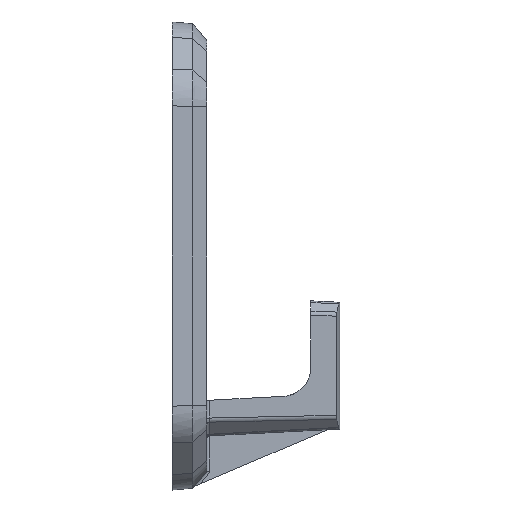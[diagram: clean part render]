
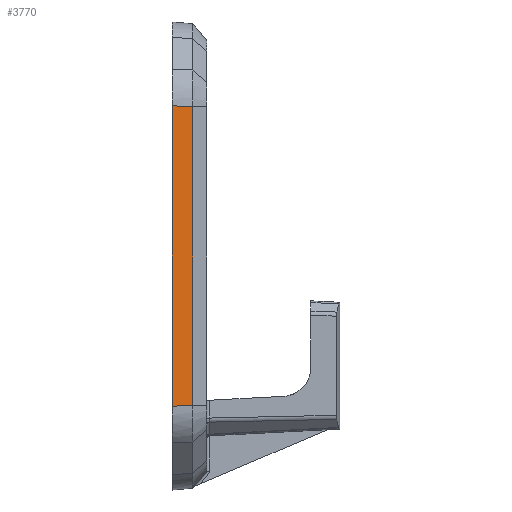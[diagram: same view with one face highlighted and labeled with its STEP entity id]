
A CAD part, front view. The second image highlights one B-rep face of the part: STEP entity #3770.
In plain terms, the highlighted planar face has unit normal (0.087, -0.996, 0).
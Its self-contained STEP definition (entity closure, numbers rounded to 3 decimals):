
#3762=AXIS2_PLACEMENT_3D('Plane Axis2P3D',#3759,#3760,#3761) ;
#95=CARTESIAN_POINT('Vertex',(-11.,-40.525,-106.004)) ;
#98=CARTESIAN_POINT('Line Origine',(-11.,-40.525,-80.)) ;
#102=CARTESIAN_POINT('Vertex',(-11.,-40.525,-53.996)) ;
#516=CARTESIAN_POINT('Line Origine',(-8.,-40.262,-54.105)) ;
#520=CARTESIAN_POINT('Vertex',(-7.49,-40.218,-54.123)) ;
#542=CARTESIAN_POINT('Line Origine',(-8.,-40.262,-105.895)) ;
#546=CARTESIAN_POINT('Vertex',(-7.49,-40.218,-105.877)) ;
#2853=CARTESIAN_POINT('Line Origine',(-7.49,-40.218,-80.067)) ;
#3759=CARTESIAN_POINT('Axis2P3D Location',(-5.,-40.,0.)) ;
#99=DIRECTION('Vector Direction',(0.,0.,1.)) ;
#517=DIRECTION('Vector Direction',(0.996,0.087,-0.036)) ;
#543=DIRECTION('Vector Direction',(0.996,0.087,0.036)) ;
#2854=DIRECTION('Vector Direction',(0.,0.,-1.)) ;
#3760=DIRECTION('Axis2P3D Direction',(-0.087,0.996,0.)) ;
#3761=DIRECTION('Axis2P3D XDirection',(0.,0.,-1.)) ;
#100=VECTOR('Line Direction',#99,1.) ;
#518=VECTOR('Line Direction',#517,1.) ;
#544=VECTOR('Line Direction',#543,1.) ;
#2855=VECTOR('Line Direction',#2854,1.) ;
#3765=ORIENTED_EDGE('',*,*,#2857,.F.) ;
#3766=ORIENTED_EDGE('',*,*,#522,.T.) ;
#3767=ORIENTED_EDGE('',*,*,#104,.F.) ;
#3768=ORIENTED_EDGE('',*,*,#548,.T.) ;
#3770=ADVANCED_FACE('Surface.9',(#3769),#3763,.F.) ;
#104=EDGE_CURVE('',#96,#103,#101,.T.) ;
#522=EDGE_CURVE('',#521,#103,#519,.F.) ;
#548=EDGE_CURVE('',#96,#547,#545,.T.) ;
#2857=EDGE_CURVE('',#521,#547,#2856,.T.) ;
#3764=EDGE_LOOP('',(#3765,#3766,#3767,#3768)) ;
#3769=FACE_OUTER_BOUND('',#3764,.T.) ;
#101=LINE('Line',#98,#100) ;
#519=LINE('Line',#516,#518) ;
#545=LINE('Line',#542,#544) ;
#2856=LINE('Line',#2853,#2855) ;
#3763=PLANE('',#3762) ;
#96=VERTEX_POINT('',#95) ;
#103=VERTEX_POINT('',#102) ;
#521=VERTEX_POINT('',#520) ;
#547=VERTEX_POINT('',#546) ;
